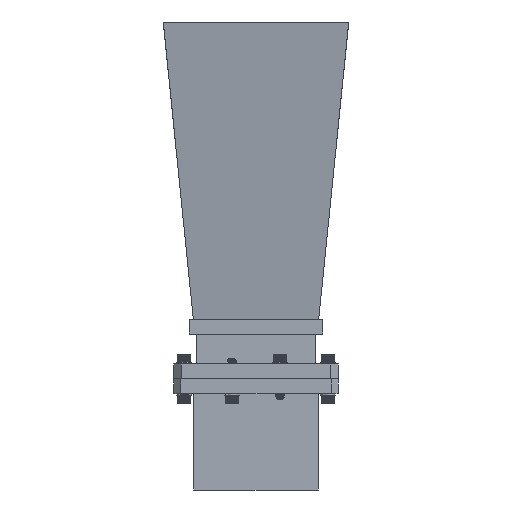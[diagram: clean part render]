
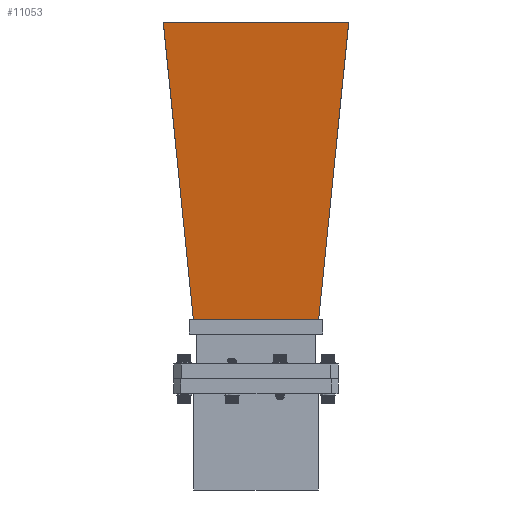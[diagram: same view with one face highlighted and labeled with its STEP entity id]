
A CAD part, front view. The second image highlights one B-rep face of the part: STEP entity #11053.
In plain terms, the highlighted face is planar.
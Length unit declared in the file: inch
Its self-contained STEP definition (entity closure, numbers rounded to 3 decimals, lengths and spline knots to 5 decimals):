
#140 = EDGE_CURVE ( 'NONE', #8456, #12564, #13724, .T. ) ;
#1096 = VECTOR ( 'NONE', #10653, 39.37008 ) ;
#1542 = CARTESIAN_POINT ( 'NONE',  ( -2.12261, 0.25, 0.53062 ) ) ;
#2866 = LINE ( 'NONE', #3238, #6547 ) ;
#3238 = CARTESIAN_POINT ( 'NONE',  ( 1.10337, 0.688, 0.58501 ) ) ;
#3436 = EDGE_CURVE ( 'NONE', #12564, #8975, #5723, .T. ) ;
#3580 = DIRECTION ( 'NONE',  ( 0.1, -0.987, -0.123 ) ) ;
#3605 = VECTOR ( 'NONE', #13584, 39.37008 ) ;
#5185 = VERTEX_POINT ( 'NONE', #14515 ) ;
#5296 = PLANE ( 'NONE',  #10682 ) ;
#5723 = LINE ( 'NONE', #6948, #10194 ) ;
#6110 = ORIENTED_EDGE ( 'NONE', *, *, #140, .T. ) ;
#6547 = VECTOR ( 'NONE', #7801, 39.37008 ) ;
#6948 = CARTESIAN_POINT ( 'NONE',  ( -1.10337, 0.688, 0.58501 ) ) ;
#7647 = DIRECTION ( 'NONE',  ( 0., 0.123, -0.992 ) ) ;
#7752 = ORIENTED_EDGE ( 'NONE', *, *, #8493, .F. ) ;
#7801 = DIRECTION ( 'NONE',  ( -0.1, -0.987, -0.123 ) ) ;
#8456 = VERTEX_POINT ( 'NONE', #9612 ) ;
#8493 = EDGE_CURVE ( 'NONE', #8456, #5185, #2866, .T. ) ;
#8975 = VERTEX_POINT ( 'NONE', #13411 ) ;
#9028 = CARTESIAN_POINT ( 'NONE',  ( 6.49659, 5.26193, 1.153 ) ) ;
#9408 = EDGE_LOOP ( 'NONE', ( #6110, #12545, #13999, #7752 ) ) ;
#9612 = CARTESIAN_POINT ( 'NONE',  ( 1.56668, 5.26193, 1.153 ) ) ;
#9625 = EDGE_CURVE ( 'NONE', #8975, #5185, #11785, .T. ) ;
#10194 = VECTOR ( 'NONE', #3580, 39.37008 ) ;
#10526 = CARTESIAN_POINT ( 'NONE',  ( -1.56668, 5.26193, 1.153 ) ) ;
#10653 = DIRECTION ( 'NONE',  ( 1., 0., 0. ) ) ;
#10682 = AXIS2_PLACEMENT_3D ( 'NONE', #13479, #7647, #12196 ) ;
#11053 = ADVANCED_FACE ( 'NONE', ( #12271 ), #5296, .F. ) ;
#11785 = LINE ( 'NONE', #1542, #1096 ) ;
#12196 = DIRECTION ( 'NONE',  ( 0., 0.992, 0.123 ) ) ;
#12271 = FACE_OUTER_BOUND ( 'NONE', #9408, .T. ) ;
#12545 = ORIENTED_EDGE ( 'NONE', *, *, #3436, .T. ) ;
#12564 = VERTEX_POINT ( 'NONE', #10526 ) ;
#13411 = CARTESIAN_POINT ( 'NONE',  ( -1.059, 0.25, 0.53062 ) ) ;
#13479 = CARTESIAN_POINT ( 'NONE',  ( 6.49659, 0.15, 0.51821 ) ) ;
#13584 = DIRECTION ( 'NONE',  ( -1., 0., 0. ) ) ;
#13724 = LINE ( 'NONE', #9028, #3605 ) ;
#13999 = ORIENTED_EDGE ( 'NONE', *, *, #9625, .T. ) ;
#14515 = CARTESIAN_POINT ( 'NONE',  ( 1.059, 0.25, 0.53062 ) ) ;
